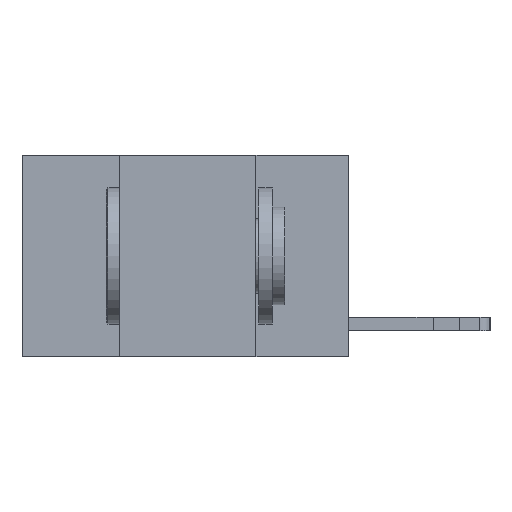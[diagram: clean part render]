
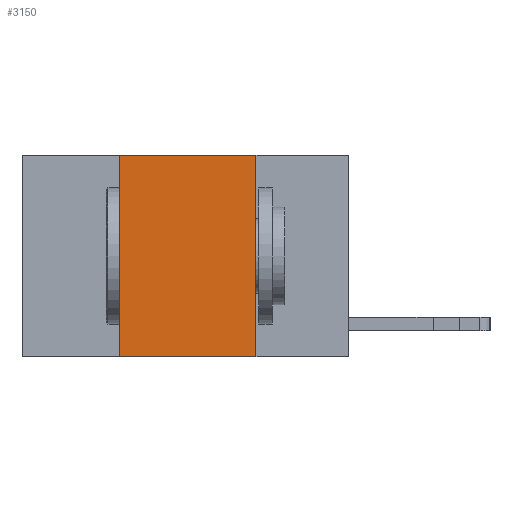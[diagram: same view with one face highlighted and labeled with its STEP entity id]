
A CAD part, left-side view. The second image highlights one B-rep face of the part: STEP entity #3150.
In plain terms, the highlighted planar face has unit normal (-1, 0, 0).
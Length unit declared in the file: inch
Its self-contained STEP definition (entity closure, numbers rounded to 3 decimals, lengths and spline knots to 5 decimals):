
#144 = AXIS2_PLACEMENT_3D ( 'NONE', #1514, #1420, #1392 ) ;
#704 = CARTESIAN_POINT ( 'NONE',  ( 0., 0.17, -0.37 ) ) ;
#842 = EDGE_CURVE ( 'NONE', #10195, #12172, #7998, .T. ) ;
#913 = CARTESIAN_POINT ( 'NONE',  ( 0., 0.42, -0.37 ) ) ;
#1392 = DIRECTION ( 'NONE',  ( 0., 0., -1. ) ) ;
#1420 = DIRECTION ( 'NONE',  ( 1., 0., 0. ) ) ;
#1514 = CARTESIAN_POINT ( 'NONE',  ( 0., 0.6, 0. ) ) ;
#1528 = PLANE ( 'NONE',  #144 ) ;
#2322 = DIRECTION ( 'NONE',  ( 0., 0., 1. ) ) ;
#2654 = VERTEX_POINT ( 'NONE', #4257 ) ;
#2947 = LINE ( 'NONE', #5975, #10459 ) ;
#2989 = VECTOR ( 'NONE', #11254, 39.37008 ) ;
#3150 = ADVANCED_FACE ( 'NONE', ( #5300 ), #1528, .F. ) ;
#3354 = EDGE_CURVE ( 'NONE', #2654, #10195, #2947, .T. ) ;
#3402 = EDGE_CURVE ( 'NONE', #10824, #2654, #10188, .T. ) ;
#4228 = VECTOR ( 'NONE', #6062, 39.37008 ) ;
#4257 = CARTESIAN_POINT ( 'NONE',  ( 0., 0.42, 0. ) ) ;
#4529 = CARTESIAN_POINT ( 'NONE',  ( 0., 0.17, 0. ) ) ;
#4677 = ORIENTED_EDGE ( 'NONE', *, *, #5247, .T. ) ;
#5141 = VECTOR ( 'NONE', #2322, 39.37008 ) ;
#5247 = EDGE_CURVE ( 'NONE', #10824, #12172, #6721, .T. ) ;
#5300 = FACE_OUTER_BOUND ( 'NONE', #10276, .T. ) ;
#5545 = ORIENTED_EDGE ( 'NONE', *, *, #3354, .F. ) ;
#5975 = CARTESIAN_POINT ( 'NONE',  ( 0., 0.6, 0. ) ) ;
#6062 = DIRECTION ( 'NONE',  ( 0., -1., 0. ) ) ;
#6721 = LINE ( 'NONE', #6956, #4228 ) ;
#6956 = CARTESIAN_POINT ( 'NONE',  ( 0., 0.6, -0.37 ) ) ;
#7998 = LINE ( 'NONE', #10889, #2989 ) ;
#8692 = ORIENTED_EDGE ( 'NONE', *, *, #3402, .F. ) ;
#8843 = DIRECTION ( 'NONE',  ( 0., -1., 0. ) ) ;
#8928 = CARTESIAN_POINT ( 'NONE',  ( 0., 0.42, 0. ) ) ;
#10188 = LINE ( 'NONE', #8928, #5141 ) ;
#10195 = VERTEX_POINT ( 'NONE', #4529 ) ;
#10276 = EDGE_LOOP ( 'NONE', ( #11359, #5545, #8692, #4677 ) ) ;
#10459 = VECTOR ( 'NONE', #8843, 39.37008 ) ;
#10824 = VERTEX_POINT ( 'NONE', #913 ) ;
#10889 = CARTESIAN_POINT ( 'NONE',  ( 0., 0.17, 0. ) ) ;
#11254 = DIRECTION ( 'NONE',  ( 0., 0., -1. ) ) ;
#11359 = ORIENTED_EDGE ( 'NONE', *, *, #842, .F. ) ;
#12172 = VERTEX_POINT ( 'NONE', #704 ) ;
